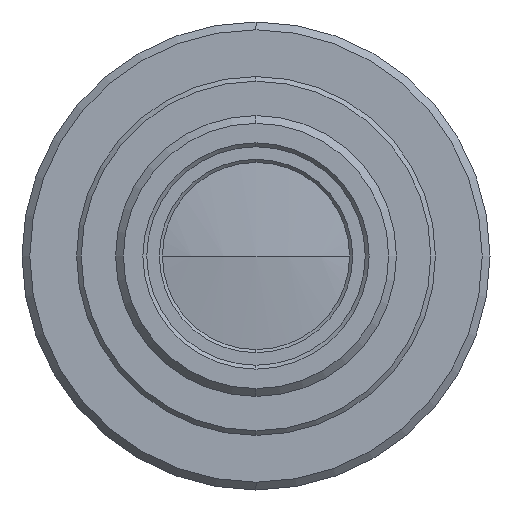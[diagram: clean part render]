
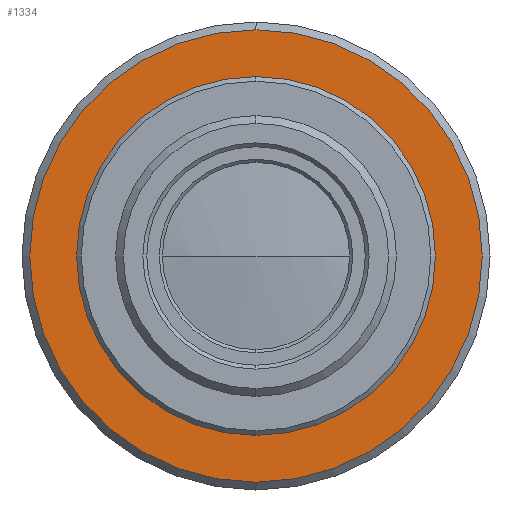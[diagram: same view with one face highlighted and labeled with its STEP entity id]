
A CAD part, left-side view. The second image highlights one B-rep face of the part: STEP entity #1334.
In plain terms, the highlighted planar face has unit normal (-1, 0, 0).
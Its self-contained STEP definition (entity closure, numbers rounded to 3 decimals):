
#53 = CARTESIAN_POINT ( 'NONE',  ( -4., 0., -14.5 ) ) ;
#171 = DIRECTION ( 'NONE',  ( 0., 0., 1. ) ) ;
#197 = DIRECTION ( 'NONE',  ( -1., 0., 0. ) ) ;
#268 = AXIS2_PLACEMENT_3D ( 'NONE', #1125, #1118, #1116 ) ;
#343 = PLANE ( 'NONE',  #2855 ) ;
#363 = EDGE_CURVE ( 'NONE', #2092, #1831, #2909, .T. ) ;
#399 = CARTESIAN_POINT ( 'NONE',  ( -4., 14.5, 0. ) ) ;
#494 = DIRECTION ( 'NONE',  ( 0., 0., 1. ) ) ;
#609 = CARTESIAN_POINT ( 'NONE',  ( -4., 0., 0. ) ) ;
#645 = CARTESIAN_POINT ( 'NONE',  ( -4., 0., 0. ) ) ;
#810 = VERTEX_POINT ( 'NONE', #1853 ) ;
#813 = FACE_OUTER_BOUND ( 'NONE', #1741, .T. ) ;
#979 = FACE_BOUND ( 'NONE', #2638, .T. ) ;
#1031 = ORIENTED_EDGE ( 'NONE', *, *, #2249, .F. ) ;
#1116 = DIRECTION ( 'NONE',  ( 0., 0., 1. ) ) ;
#1118 = DIRECTION ( 'NONE',  ( -1., 0., 0. ) ) ;
#1125 = CARTESIAN_POINT ( 'NONE',  ( -4., 0., 0. ) ) ;
#1145 = DIRECTION ( 'NONE',  ( 1., 0., 0. ) ) ;
#1270 = DIRECTION ( 'NONE',  ( 0., 0., 1. ) ) ;
#1334 = ADVANCED_FACE ( 'NONE', ( #979, #813 ), #343, .F. ) ;
#1379 = DIRECTION ( 'NONE',  ( 0., 0., -1. ) ) ;
#1505 = DIRECTION ( 'NONE',  ( -1., 0., 0. ) ) ;
#1511 = DIRECTION ( 'NONE',  ( -1., 0., 0. ) ) ;
#1513 = ORIENTED_EDGE ( 'NONE', *, *, #2108, .F. ) ;
#1575 = AXIS2_PLACEMENT_3D ( 'NONE', #645, #1511, #494 ) ;
#1741 = EDGE_LOOP ( 'NONE', ( #1794, #2008 ) ) ;
#1794 = ORIENTED_EDGE ( 'NONE', *, *, #363, .T. ) ;
#1831 = VERTEX_POINT ( 'NONE', #2636 ) ;
#1853 = CARTESIAN_POINT ( 'NONE',  ( -4., 0., 11.2 ) ) ;
#2008 = ORIENTED_EDGE ( 'NONE', *, *, #2035, .T. ) ;
#2035 = EDGE_CURVE ( 'NONE', #1831, #2092, #2050, .T. ) ;
#2050 = CIRCLE ( 'NONE', #268, 14.5 ) ;
#2092 = VERTEX_POINT ( 'NONE', #53 ) ;
#2101 = AXIS2_PLACEMENT_3D ( 'NONE', #3047, #1505, #1270 ) ;
#2108 = EDGE_CURVE ( 'NONE', #810, #3112, #2278, .T. ) ;
#2249 = EDGE_CURVE ( 'NONE', #3112, #810, #3062, .T. ) ;
#2278 = CIRCLE ( 'NONE', #3019, 11.2 ) ;
#2636 = CARTESIAN_POINT ( 'NONE',  ( -4., 0., 14.5 ) ) ;
#2638 = EDGE_LOOP ( 'NONE', ( #1513, #1031 ) ) ;
#2855 = AXIS2_PLACEMENT_3D ( 'NONE', #399, #1145, #1379 ) ;
#2909 = CIRCLE ( 'NONE', #2101, 14.5 ) ;
#3019 = AXIS2_PLACEMENT_3D ( 'NONE', #609, #197, #171 ) ;
#3047 = CARTESIAN_POINT ( 'NONE',  ( -4., 0., 0. ) ) ;
#3062 = CIRCLE ( 'NONE', #1575, 11.2 ) ;
#3112 = VERTEX_POINT ( 'NONE', #3151 ) ;
#3151 = CARTESIAN_POINT ( 'NONE',  ( -4., 0., -11.2 ) ) ;
